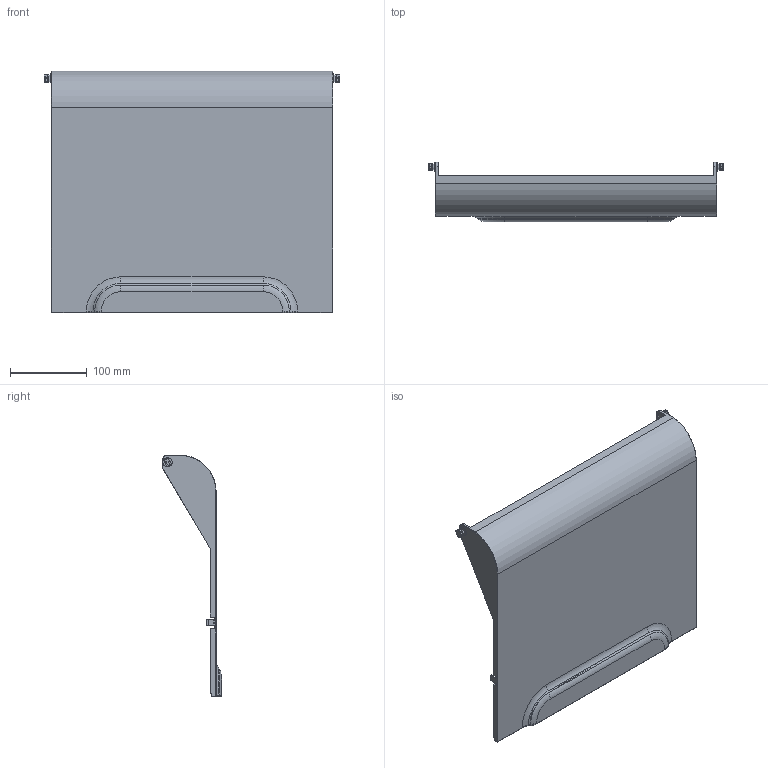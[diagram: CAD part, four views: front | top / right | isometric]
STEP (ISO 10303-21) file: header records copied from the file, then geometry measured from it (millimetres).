
FILE_DESCRIPTION(/* description */ ('','CAx-IF Rec.Pracs.---Representation and Presentation of Product Manufacturing Information (PMI)---4.0---2014-10-13'),/* implementation_level */ '2;1');
FILE_NAME(/* name */ 'Top Lid v2.step',/* time_stamp */ '2024-12-15T16:26:17-05:00',/* author */ (''),/* organization */ (''),/* preprocessor_version */ 'ST-DEVELOPER v20',/* originating_system */ 'Autodesk Translation Framework v13.20.0.188',/* authorisation */ '');
FILE_SCHEMA (('AP242_MANAGED_MODEL_BASED_3D_ENGINEERING_MIM_LF { 1 0 10303 442 1 1 4 }'));
Length unit declared in the file: millimetre
Products named in the file (1): Top Lid
Bounding box: 385 x 77 x 315 mm (x, y, z)
Volume: 291891.4 mm3; surface area: 283956.8 mm2
Topology: 1 solids, 1 shells, 263 faces, 719 edges, 458 vertices
Faces by surface type: plane 180, cylinder 59, torus 18, cone 4, sphere 2
Full cylindrical faces by diameter (mm): 12 x2
Entity records: 8279 total; most frequent: CARTESIAN_POINT 1465, ORIENTED_EDGE 1442, DIRECTION 1389, EDGE_CURVE 721, LINE 577, VECTOR 577, VERTEX_POINT 458, AXIS2_PLACEMENT_3D 406
